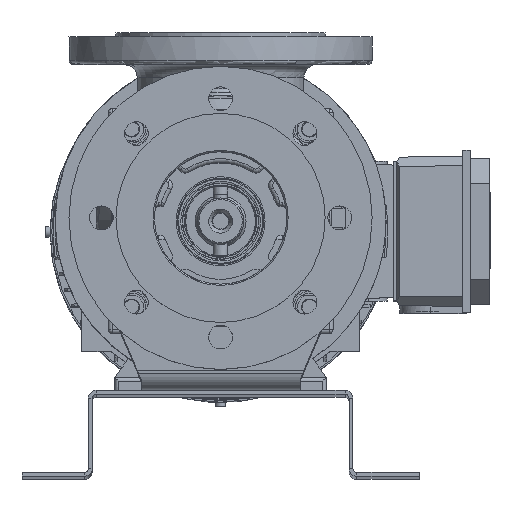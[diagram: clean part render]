
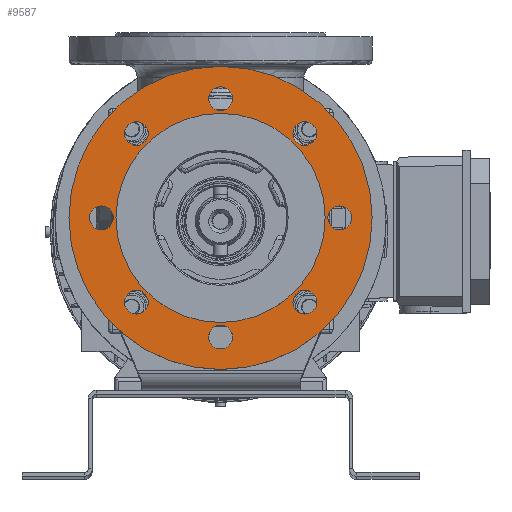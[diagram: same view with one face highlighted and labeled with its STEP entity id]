
A CAD part, top view. The second image highlights one B-rep face of the part: STEP entity #9587.
In plain terms, the highlighted planar face has unit normal (0, 0, 1).
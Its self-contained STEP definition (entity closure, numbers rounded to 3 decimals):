
#9587=ADVANCED_FACE('',(#27592,#27594,#27596,#27598,#27600,#27602,#27604,#27606,
#27608,#27610),#27612,.T.);
#27592=FACE_BOUND('',#27593,.T.);
#27593=EDGE_LOOP('',(#36984));
#27594=FACE_BOUND('',#27595,.T.);
#27595=EDGE_LOOP('',(#36985));
#27596=FACE_BOUND('',#27597,.T.);
#27597=EDGE_LOOP('',(#36986));
#27598=FACE_BOUND('',#27599,.T.);
#27599=EDGE_LOOP('',(#36987));
#27600=FACE_BOUND('',#27601,.T.);
#27601=EDGE_LOOP('',(#36988));
#27602=FACE_BOUND('',#27603,.T.);
#27603=EDGE_LOOP('',(#36989));
#27604=FACE_BOUND('',#27605,.T.);
#27605=EDGE_LOOP('',(#36990));
#27606=FACE_BOUND('',#27607,.T.);
#27607=EDGE_LOOP('',(#36991));
#27608=FACE_BOUND('',#27609,.T.);
#27609=EDGE_LOOP('',(#36992));
#27610=FACE_BOUND('',#27611,.T.);
#27611=EDGE_LOOP('',(#36993));
#27612=PLANE('',#27613);
#27613=AXIS2_PLACEMENT_3D('',#27614,#27615,#27616);
#27614=CARTESIAN_POINT('',(0.,0.,-3.));
#27615=DIRECTION('',(0.,0.,1.));
#27616=DIRECTION('',(1.,0.,0.));
#36984=ORIENTED_EDGE('',*,*,#43670,.T.);
#36985=ORIENTED_EDGE('',*,*,#43651,.F.);
#36986=ORIENTED_EDGE('',*,*,#43653,.F.);
#36987=ORIENTED_EDGE('',*,*,#43655,.F.);
#36988=ORIENTED_EDGE('',*,*,#43657,.F.);
#36989=ORIENTED_EDGE('',*,*,#43659,.F.);
#36990=ORIENTED_EDGE('',*,*,#43661,.F.);
#36991=ORIENTED_EDGE('',*,*,#43663,.F.);
#36992=ORIENTED_EDGE('',*,*,#43665,.F.);
#36993=ORIENTED_EDGE('',*,*,#43650,.F.);
#43650=EDGE_CURVE('',#51483,#51483,#51484,.T.);
#43651=EDGE_CURVE('',#51485,#51485,#51486,.T.);
#43653=EDGE_CURVE('',#51489,#51489,#51490,.T.);
#43655=EDGE_CURVE('',#51493,#51493,#51494,.T.);
#43657=EDGE_CURVE('',#51497,#51497,#51498,.T.);
#43659=EDGE_CURVE('',#51501,#51501,#51502,.T.);
#43661=EDGE_CURVE('',#51505,#51505,#51506,.T.);
#43663=EDGE_CURVE('',#51509,#51509,#51510,.T.);
#43665=EDGE_CURVE('',#51513,#51513,#51514,.T.);
#43670=EDGE_CURVE('',#51523,#51523,#51524,.T.);
#51483=VERTEX_POINT('',#79151);
#51484=CIRCLE('',#79152,79.);
#51485=VERTEX_POINT('',#79156);
#51486=CIRCLE('',#79157,9.);
#51489=VERTEX_POINT('',#79166);
#51490=CIRCLE('',#79167,9.);
#51493=VERTEX_POINT('',#79176);
#51494=CIRCLE('',#79177,9.);
#51497=VERTEX_POINT('',#79186);
#51498=CIRCLE('',#79187,9.);
#51501=VERTEX_POINT('',#79196);
#51502=CIRCLE('',#79197,9.);
#51505=VERTEX_POINT('',#79206);
#51506=CIRCLE('',#79207,9.);
#51509=VERTEX_POINT('',#79216);
#51510=CIRCLE('',#79217,9.);
#51513=VERTEX_POINT('',#79226);
#51514=CIRCLE('',#79227,9.);
#51523=VERTEX_POINT('',#79251);
#51524=CIRCLE('',#79252,114.5);
#79151=CARTESIAN_POINT('',(79.,0.,-3.));
#79152=AXIS2_PLACEMENT_3D('',#79153,#79154,#79155);
#79153=CARTESIAN_POINT('',(0.,0.,-3.));
#79154=DIRECTION('',(0.,0.,1.));
#79155=DIRECTION('',(1.,0.,0.));
#79156=CARTESIAN_POINT('',(9.,90.,-3.));
#79157=AXIS2_PLACEMENT_3D('',#79158,#79159,#79160);
#79158=CARTESIAN_POINT('',(0.,90.,-3.));
#79159=DIRECTION('',(0.,0.,1.));
#79160=DIRECTION('',(-1.,0.,0.));
#79166=CARTESIAN_POINT('',(-54.64,63.64,-3.));
#79167=AXIS2_PLACEMENT_3D('',#79168,#79169,#79170);
#79168=CARTESIAN_POINT('',(-63.64,63.64,-3.));
#79169=DIRECTION('',(0.,0.,1.));
#79170=DIRECTION('',(-1.,0.,0.));
#79176=CARTESIAN_POINT('',(-81.,0.,-3.));
#79177=AXIS2_PLACEMENT_3D('',#79178,#79179,#79180);
#79178=CARTESIAN_POINT('',(-90.,0.,-3.));
#79179=DIRECTION('',(0.,0.,1.));
#79180=DIRECTION('',(-1.,0.,0.));
#79186=CARTESIAN_POINT('',(-54.64,-63.64,-3.));
#79187=AXIS2_PLACEMENT_3D('',#79188,#79189,#79190);
#79188=CARTESIAN_POINT('',(-63.64,-63.64,-3.));
#79189=DIRECTION('',(0.,0.,1.));
#79190=DIRECTION('',(-1.,0.,0.));
#79196=CARTESIAN_POINT('',(9.,-90.,-3.));
#79197=AXIS2_PLACEMENT_3D('',#79198,#79199,#79200);
#79198=CARTESIAN_POINT('',(0.,-90.,-3.));
#79199=DIRECTION('',(0.,0.,1.));
#79200=DIRECTION('',(-1.,0.,0.));
#79206=CARTESIAN_POINT('',(72.64,-63.64,-3.));
#79207=AXIS2_PLACEMENT_3D('',#79208,#79209,#79210);
#79208=CARTESIAN_POINT('',(63.64,-63.64,-3.));
#79209=DIRECTION('',(0.,0.,1.));
#79210=DIRECTION('',(-1.,0.,0.));
#79216=CARTESIAN_POINT('',(99.,0.,-3.));
#79217=AXIS2_PLACEMENT_3D('',#79218,#79219,#79220);
#79218=CARTESIAN_POINT('',(90.,0.,-3.));
#79219=DIRECTION('',(0.,0.,1.));
#79220=DIRECTION('',(-1.,0.,0.));
#79226=CARTESIAN_POINT('',(72.64,63.64,-3.));
#79227=AXIS2_PLACEMENT_3D('',#79228,#79229,#79230);
#79228=CARTESIAN_POINT('',(63.64,63.64,-3.));
#79229=DIRECTION('',(0.,0.,1.));
#79230=DIRECTION('',(-1.,0.,0.));
#79251=CARTESIAN_POINT('',(-114.5,0.,-3.));
#79252=AXIS2_PLACEMENT_3D('',#79253,#79254,#79255);
#79253=CARTESIAN_POINT('',(0.,0.,-3.));
#79254=DIRECTION('',(0.,0.,1.));
#79255=DIRECTION('',(1.,0.,0.));
